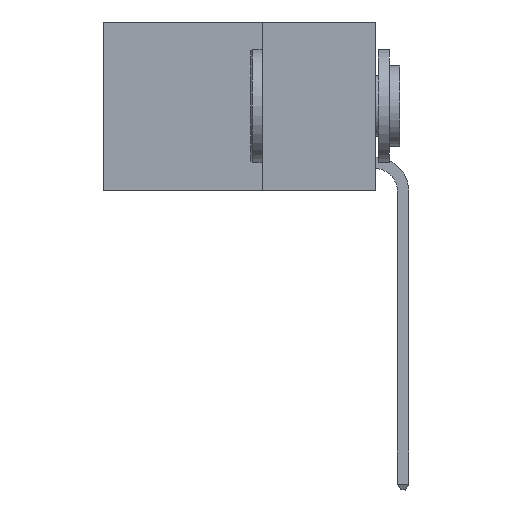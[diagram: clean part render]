
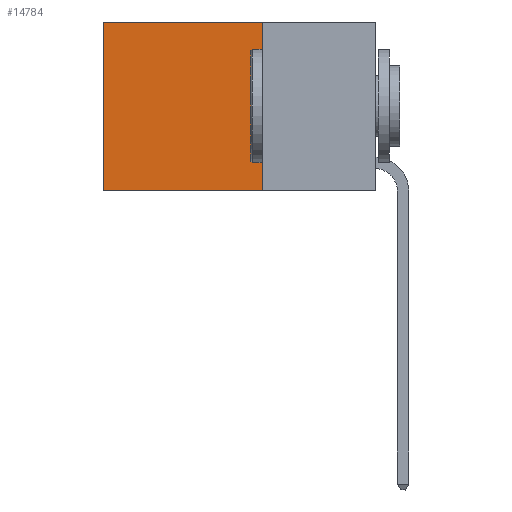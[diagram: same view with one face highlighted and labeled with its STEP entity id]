
A CAD part, left-side view. The second image highlights one B-rep face of the part: STEP entity #14784.
In plain terms, the highlighted planar face has unit normal (-1, 0, 0).
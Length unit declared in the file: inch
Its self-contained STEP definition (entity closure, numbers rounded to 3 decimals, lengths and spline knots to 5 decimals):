
#594 = LINE ( 'NONE', #4192, #11013 ) ;
#1440 = CARTESIAN_POINT ( 'NONE',  ( 0.2625, 0.25, 0. ) ) ;
#2526 = VECTOR ( 'NONE', #12354, 39.37008 ) ;
#4192 = CARTESIAN_POINT ( 'NONE',  ( 0.2625, 0.25, -0.37 ) ) ;
#5949 = DIRECTION ( 'NONE',  ( 0., 0., -1. ) ) ;
#6405 = DIRECTION ( 'NONE',  ( 0., 1., 0. ) ) ;
#7836 = ORIENTED_EDGE ( 'NONE', *, *, #24150, .F. ) ;
#8072 = CARTESIAN_POINT ( 'NONE',  ( 0.2625, 0.25, 0. ) ) ;
#8296 = FACE_OUTER_BOUND ( 'NONE', #10838, .T. ) ;
#8427 = LINE ( 'NONE', #8072, #18825 ) ;
#9479 = PLANE ( 'NONE',  #20747 ) ;
#10838 = EDGE_LOOP ( 'NONE', ( #19011, #13953, #7836, #18270 ) ) ;
#11013 = VECTOR ( 'NONE', #6405, 39.37008 ) ;
#11813 = DIRECTION ( 'NONE',  ( 0., 0., -1. ) ) ;
#12054 = VERTEX_POINT ( 'NONE', #28409 ) ;
#12354 = DIRECTION ( 'NONE',  ( 0., 0., -1. ) ) ;
#13931 = CARTESIAN_POINT ( 'NONE',  ( 0.2625, 0.25, 0. ) ) ;
#13953 = ORIENTED_EDGE ( 'NONE', *, *, #18378, .F. ) ;
#14741 = DIRECTION ( 'NONE',  ( 0., 1., 0. ) ) ;
#14784 = ADVANCED_FACE ( 'NONE', ( #8296 ), #9479, .F. ) ;
#16861 = EDGE_CURVE ( 'NONE', #23387, #27052, #18354, .T. ) ;
#18270 = ORIENTED_EDGE ( 'NONE', *, *, #16861, .T. ) ;
#18354 = LINE ( 'NONE', #1440, #23565 ) ;
#18378 = EDGE_CURVE ( 'NONE', #27300, #12054, #594, .T. ) ;
#18399 = CARTESIAN_POINT ( 'NONE',  ( 0.2625, 0.25, 0. ) ) ;
#18825 = VECTOR ( 'NONE', #5949, 39.37008 ) ;
#19011 = ORIENTED_EDGE ( 'NONE', *, *, #24074, .T. ) ;
#20747 = AXIS2_PLACEMENT_3D ( 'NONE', #18399, #25093, #11813 ) ;
#20932 = LINE ( 'NONE', #27851, #2526 ) ;
#23179 = CARTESIAN_POINT ( 'NONE',  ( 0.2625, 0.25, -0.37 ) ) ;
#23387 = VERTEX_POINT ( 'NONE', #13931 ) ;
#23565 = VECTOR ( 'NONE', #14741, 39.37008 ) ;
#24074 = EDGE_CURVE ( 'NONE', #27052, #12054, #20932, .T. ) ;
#24150 = EDGE_CURVE ( 'NONE', #23387, #27300, #8427, .T. ) ;
#24643 = CARTESIAN_POINT ( 'NONE',  ( 0.2625, 0.6, 0. ) ) ;
#25093 = DIRECTION ( 'NONE',  ( 1., 0., 0. ) ) ;
#27052 = VERTEX_POINT ( 'NONE', #24643 ) ;
#27300 = VERTEX_POINT ( 'NONE', #23179 ) ;
#27851 = CARTESIAN_POINT ( 'NONE',  ( 0.2625, 0.6, 0. ) ) ;
#28409 = CARTESIAN_POINT ( 'NONE',  ( 0.2625, 0.6, -0.37 ) ) ;
